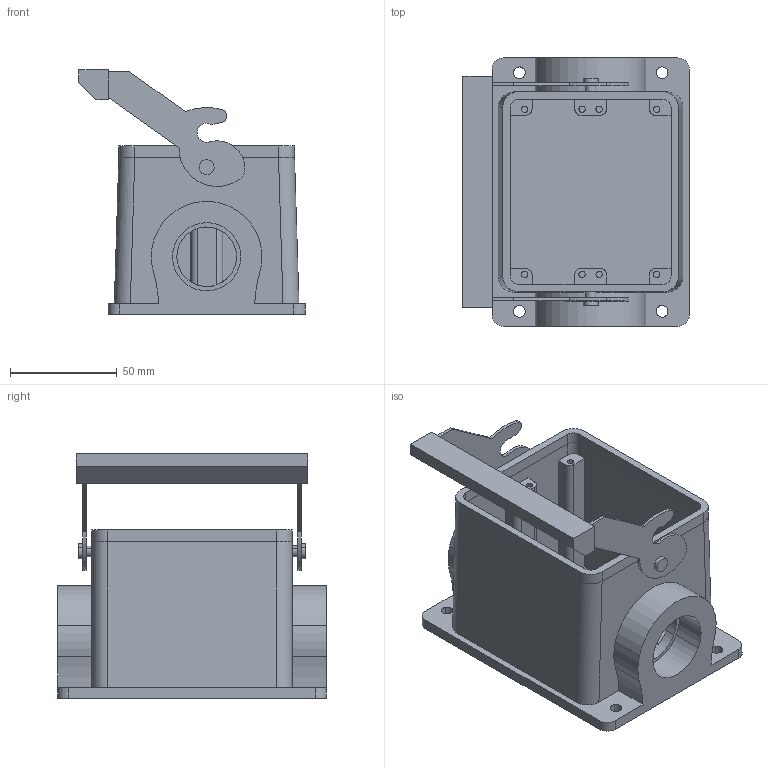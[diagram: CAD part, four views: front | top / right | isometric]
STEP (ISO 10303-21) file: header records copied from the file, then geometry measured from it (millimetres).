
FILE_DESCRIPTION(('CATIA V5 STEP Exchange','CAx-IF Rec.Pracs.--- Model Styling and Organization---1.4--- 2014-01-23'),'2;1');
FILE_NAME ('025918-1_2', '2019-07-25T14:44:40+00:00', ('none'), ('Weidmueller'), 'CATIA Version 5-6 Release 2016 SP3 HF44', 'CATIA V5 STEP AP214', 'none');
FILE_SCHEMA(('AUTOMOTIVE_DESIGN { 1 0 10303 214 1 1 1 1 }'));
Length unit declared in the file: millimetre
Products named in the file (1): 1902670000
Bounding box: 106.25 x 126 x 114.8 mm (x, y, z)
Volume: 246530.9 mm3; surface area: 95761.9 mm2
Topology: 2 solids, 2 shells, 171 faces, 456 edges, 305 vertices
Faces by surface type: cylinder 90, plane 81
Entity records: 5415 total; most frequent: CARTESIAN_POINT 1326, ORIENTED_EDGE 912, DIRECTION 665, EDGE_CURVE 456, VERTEX_POINT 305, AXIS2_PLACEMENT_3D 271, VECTOR 270, LINE 270
